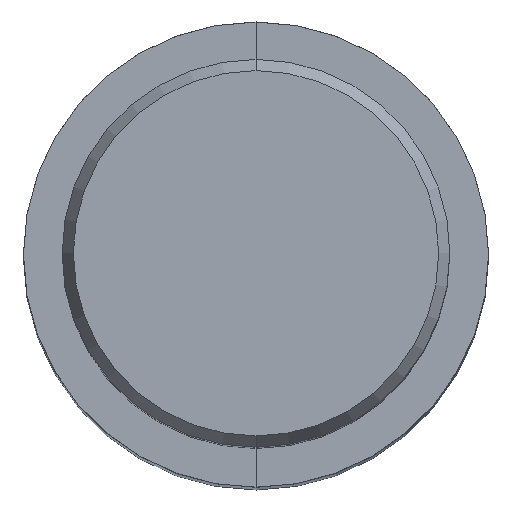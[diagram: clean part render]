
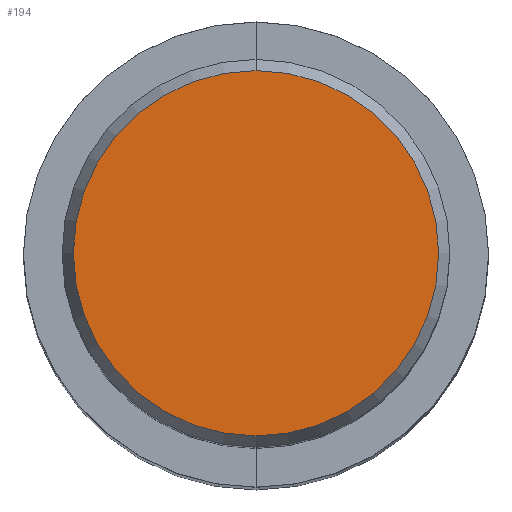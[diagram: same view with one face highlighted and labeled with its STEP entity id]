
A CAD part, top view. The second image highlights one B-rep face of the part: STEP entity #194.
In plain terms, the highlighted planar face has unit normal (0, 0, 1).
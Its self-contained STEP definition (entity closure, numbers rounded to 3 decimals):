
#112=EDGE_CURVE('',#202,#146,#271,.T.);
#146=VERTEX_POINT('',#308);
#190=EDGE_CURVE('',#146,#202,#361,.T.);
#194=ADVANCED_FACE('',(#365),#366,.T.);
#202=VERTEX_POINT('',#374);
#271=CIRCLE('',#443,14.958);
#308=CARTESIAN_POINT('',(0.0,14.958,0.01));
#361=CIRCLE('',#557,14.958);
#365=FACE_OUTER_BOUND('',#562,.T.);
#366=PLANE('',#563);
#374=CARTESIAN_POINT('',(0.,-14.958,0.01));
#443=AXIS2_PLACEMENT_3D('',#635,#636,#637);
#557=AXIS2_PLACEMENT_3D('',#748,#749,#750);
#562=EDGE_LOOP('',(#755,#756));
#563=AXIS2_PLACEMENT_3D('',#757,#758,#759);
#635=CARTESIAN_POINT('',(0.0,0.0,0.01));
#636=DIRECTION('',(0.0,0.0,-1.0));
#637=DIRECTION('',(0.0,1.0,0.0));
#748=CARTESIAN_POINT('',(0.0,0.0,0.01));
#749=DIRECTION('',(0.0,0.0,-1.0));
#750=DIRECTION('',(0.0,1.0,0.0));
#755=ORIENTED_EDGE('',*,*,#190,.F.);
#756=ORIENTED_EDGE('',*,*,#112,.F.);
#757=CARTESIAN_POINT('',(0.0,7.479,0.01));
#758=DIRECTION('',(-0.0,0.0,1.0));
#759=DIRECTION('',(0.0,-1.0,0.0));
